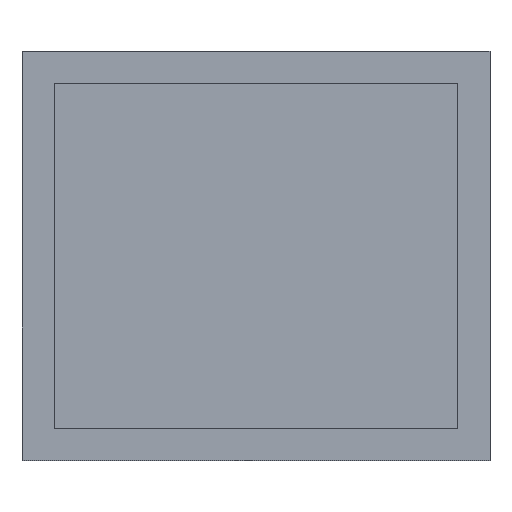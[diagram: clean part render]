
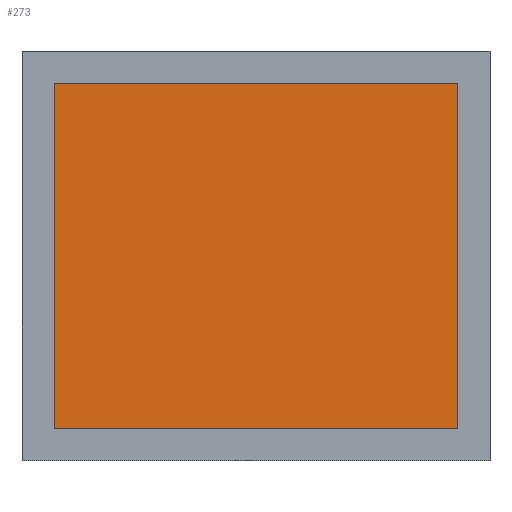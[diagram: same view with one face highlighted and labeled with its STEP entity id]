
A CAD part, top view. The second image highlights one B-rep face of the part: STEP entity #273.
In plain terms, the highlighted planar face has unit normal (0, 0, 1).
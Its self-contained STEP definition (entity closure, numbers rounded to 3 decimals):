
#234=CARTESIAN_POINT('Axis2P3D Location',(0.,0.,3.)) ;
#239=CARTESIAN_POINT('Line Origine',(6.5,41.5,3.)) ;
#243=CARTESIAN_POINT('Vertex',(6.5,6.5,3.)) ;
#245=CARTESIAN_POINT('Vertex',(6.5,76.5,3.)) ;
#248=CARTESIAN_POINT('Line Origine',(47.5,6.5,3.)) ;
#252=CARTESIAN_POINT('Vertex',(88.5,6.5,3.)) ;
#255=CARTESIAN_POINT('Line Origine',(88.5,41.5,3.)) ;
#259=CARTESIAN_POINT('Vertex',(88.5,76.5,3.)) ;
#262=CARTESIAN_POINT('Line Origine',(47.5,76.5,3.)) ;
#235=DIRECTION('Axis2P3D Direction',(0.,0.,1.)) ;
#236=DIRECTION('Axis2P3D XDirection',(1.,0.,0.)) ;
#240=DIRECTION('Vector Direction',(0.,1.,0.)) ;
#249=DIRECTION('Vector Direction',(1.,0.,0.)) ;
#256=DIRECTION('Vector Direction',(0.,1.,0.)) ;
#263=DIRECTION('Vector Direction',(1.,0.,0.)) ;
#237=AXIS2_PLACEMENT_3D('Plane Axis2P3D',#234,#235,#236) ;
#268=ORIENTED_EDGE('',*,*,#247,.F.) ;
#269=ORIENTED_EDGE('',*,*,#254,.T.) ;
#270=ORIENTED_EDGE('',*,*,#261,.T.) ;
#271=ORIENTED_EDGE('',*,*,#266,.T.) ;
#241=VECTOR('Line Direction',#240,1.) ;
#250=VECTOR('Line Direction',#249,1.) ;
#257=VECTOR('Line Direction',#256,1.) ;
#264=VECTOR('Line Direction',#263,1.) ;
#273=ADVANCED_FACE('PartBody',(#272),#238,.T.) ;
#247=EDGE_CURVE('',#244,#246,#242,.T.) ;
#254=EDGE_CURVE('',#244,#253,#251,.T.) ;
#261=EDGE_CURVE('',#253,#260,#258,.T.) ;
#266=EDGE_CURVE('',#260,#246,#265,.F.) ;
#267=EDGE_LOOP('',(#268,#269,#270,#271)) ;
#272=FACE_OUTER_BOUND('',#267,.T.) ;
#242=LINE('Line',#239,#241) ;
#251=LINE('Line',#248,#250) ;
#258=LINE('Line',#255,#257) ;
#265=LINE('Line',#262,#264) ;
#238=PLANE('',#237) ;
#244=VERTEX_POINT('',#243) ;
#246=VERTEX_POINT('',#245) ;
#253=VERTEX_POINT('',#252) ;
#260=VERTEX_POINT('',#259) ;
